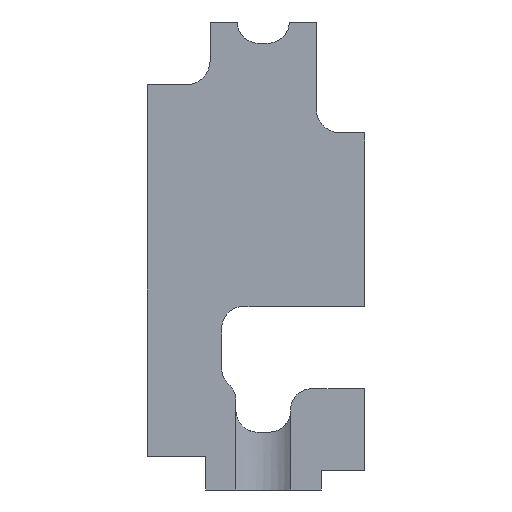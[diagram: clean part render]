
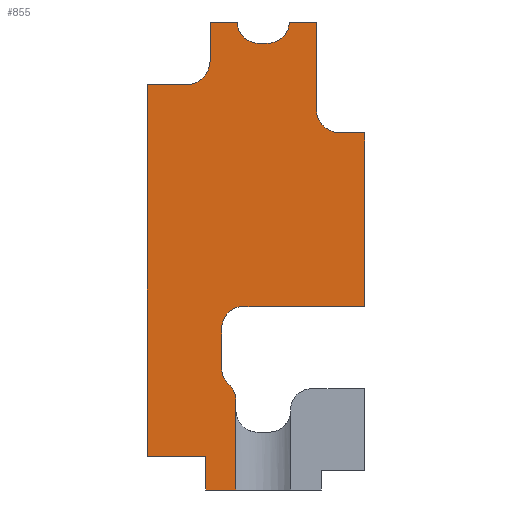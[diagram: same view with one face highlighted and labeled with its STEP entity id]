
A CAD part, front view. The second image highlights one B-rep face of the part: STEP entity #855.
In plain terms, the highlighted planar face has unit normal (0, -1, 0).
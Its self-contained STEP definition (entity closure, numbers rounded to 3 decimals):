
#31=PLANE('',#921);
#70=FACE_OUTER_BOUND('',#115,.T.);
#115=EDGE_LOOP('',(#681,#682,#683,#684,#685,#686,#687,#688,#689,#690,#691,
#692,#693,#694,#695,#696,#697,#698,#699,#700,#701,#702,#703));
#147=LINE('',#1231,#243);
#163=LINE('',#1271,#259);
#165=LINE('',#1275,#261);
#170=LINE('',#1287,#266);
#194=LINE('',#1369,#290);
#197=LINE('',#1379,#293);
#198=LINE('',#1381,#294);
#199=LINE('',#1385,#295);
#200=LINE('',#1386,#296);
#201=LINE('',#1388,#297);
#202=LINE('',#1390,#298);
#203=LINE('',#1394,#299);
#204=LINE('',#1396,#300);
#205=LINE('',#1397,#301);
#206=LINE('',#1399,#302);
#207=LINE('',#1400,#303);
#243=VECTOR('',#982,10.);
#259=VECTOR('',#1018,10.);
#261=VECTOR('',#1022,10.);
#266=VECTOR('',#1031,10.);
#290=VECTOR('',#1087,10.);
#293=VECTOR('',#1098,10.);
#294=VECTOR('',#1099,10.);
#295=VECTOR('',#1102,10.);
#296=VECTOR('',#1103,10.);
#297=VECTOR('',#1104,10.);
#298=VECTOR('',#1105,10.);
#299=VECTOR('',#1108,10.);
#300=VECTOR('',#1109,10.);
#301=VECTOR('',#1110,10.);
#302=VECTOR('',#1111,10.);
#303=VECTOR('',#1112,10.);
#331=CIRCLE('',#882,2.2);
#338=CIRCLE('',#895,2.2);
#339=CIRCLE('',#897,2.2);
#346=CIRCLE('',#916,2.2);
#348=CIRCLE('',#920,2.2);
#349=CIRCLE('',#922,2.5);
#350=CIRCLE('',#923,2.5);
#360=VERTEX_POINT('',#1202);
#361=VERTEX_POINT('',#1204);
#372=VERTEX_POINT('',#1230);
#384=VERTEX_POINT('',#1261);
#385=VERTEX_POINT('',#1265);
#386=VERTEX_POINT('',#1266);
#387=VERTEX_POINT('',#1273);
#391=VERTEX_POINT('',#1284);
#392=VERTEX_POINT('',#1286);
#411=VERTEX_POINT('',#1360);
#412=VERTEX_POINT('',#1362);
#414=VERTEX_POINT('',#1368);
#416=VERTEX_POINT('',#1374);
#417=VERTEX_POINT('',#1378);
#418=VERTEX_POINT('',#1380);
#419=VERTEX_POINT('',#1382);
#420=VERTEX_POINT('',#1384);
#421=VERTEX_POINT('',#1387);
#422=VERTEX_POINT('',#1389);
#423=VERTEX_POINT('',#1391);
#424=VERTEX_POINT('',#1393);
#425=VERTEX_POINT('',#1395);
#426=VERTEX_POINT('',#1398);
#443=EDGE_CURVE('',#360,#361,#331,.T.);
#456=EDGE_CURVE('',#372,#361,#147,.T.);
#472=EDGE_CURVE('',#384,#360,#338,.T.);
#473=EDGE_CURVE('',#385,#386,#339,.T.);
#476=EDGE_CURVE('',#384,#386,#163,.T.);
#478=EDGE_CURVE('',#385,#387,#165,.T.);
#483=EDGE_CURVE('',#392,#391,#170,.T.);
#513=EDGE_CURVE('',#412,#411,#346,.T.);
#516=EDGE_CURVE('',#414,#412,#194,.T.);
#519=EDGE_CURVE('',#416,#414,#348,.T.);
#521=EDGE_CURVE('',#387,#417,#197,.T.);
#522=EDGE_CURVE('',#417,#418,#198,.T.);
#523=EDGE_CURVE('',#419,#418,#349,.T.);
#524=EDGE_CURVE('',#419,#420,#199,.T.);
#525=EDGE_CURVE('',#420,#416,#200,.T.);
#526=EDGE_CURVE('',#411,#421,#201,.T.);
#527=EDGE_CURVE('',#421,#422,#202,.T.);
#528=EDGE_CURVE('',#423,#422,#350,.T.);
#529=EDGE_CURVE('',#423,#424,#203,.T.);
#530=EDGE_CURVE('',#425,#424,#204,.T.);
#531=EDGE_CURVE('',#425,#392,#205,.T.);
#532=EDGE_CURVE('',#391,#426,#206,.T.);
#533=EDGE_CURVE('',#426,#372,#207,.T.);
#681=ORIENTED_EDGE('',*,*,#443,.F.);
#682=ORIENTED_EDGE('',*,*,#472,.F.);
#683=ORIENTED_EDGE('',*,*,#476,.T.);
#684=ORIENTED_EDGE('',*,*,#473,.F.);
#685=ORIENTED_EDGE('',*,*,#478,.T.);
#686=ORIENTED_EDGE('',*,*,#521,.T.);
#687=ORIENTED_EDGE('',*,*,#522,.T.);
#688=ORIENTED_EDGE('',*,*,#523,.F.);
#689=ORIENTED_EDGE('',*,*,#524,.T.);
#690=ORIENTED_EDGE('',*,*,#525,.T.);
#691=ORIENTED_EDGE('',*,*,#519,.T.);
#692=ORIENTED_EDGE('',*,*,#516,.T.);
#693=ORIENTED_EDGE('',*,*,#513,.T.);
#694=ORIENTED_EDGE('',*,*,#526,.T.);
#695=ORIENTED_EDGE('',*,*,#527,.T.);
#696=ORIENTED_EDGE('',*,*,#528,.F.);
#697=ORIENTED_EDGE('',*,*,#529,.T.);
#698=ORIENTED_EDGE('',*,*,#530,.F.);
#699=ORIENTED_EDGE('',*,*,#531,.T.);
#700=ORIENTED_EDGE('',*,*,#483,.T.);
#701=ORIENTED_EDGE('',*,*,#532,.T.);
#702=ORIENTED_EDGE('',*,*,#533,.T.);
#703=ORIENTED_EDGE('',*,*,#456,.T.);
#855=ADVANCED_FACE('',(#70),#31,.T.);
#882=AXIS2_PLACEMENT_3D('',#1205,#960,#961);
#895=AXIS2_PLACEMENT_3D('',#1263,#1008,#1009);
#897=AXIS2_PLACEMENT_3D('',#1267,#1012,#1013);
#916=AXIS2_PLACEMENT_3D('',#1363,#1081,#1082);
#920=AXIS2_PLACEMENT_3D('',#1375,#1093,#1094);
#921=AXIS2_PLACEMENT_3D('',#1377,#1096,#1097);
#922=AXIS2_PLACEMENT_3D('',#1383,#1100,#1101);
#923=AXIS2_PLACEMENT_3D('',#1392,#1106,#1107);
#960=DIRECTION('center_axis',(0.,1.,0.));
#961=DIRECTION('ref_axis',(0.913,0.,0.409));
#982=DIRECTION('',(0.,0.,1.));
#1008=DIRECTION('center_axis',(0.,-1.,0.));
#1009=DIRECTION('ref_axis',(-0.331,0.,-0.944));
#1012=DIRECTION('center_axis',(0.,-1.,0.));
#1013=DIRECTION('ref_axis',(-0.707,0.,0.707));
#1018=DIRECTION('',(0.,0.,1.));
#1022=DIRECTION('',(1.,0.,0.));
#1031=DIRECTION('',(0.,0.,-1.));
#1081=DIRECTION('center_axis',(0.,1.,0.));
#1082=DIRECTION('ref_axis',(0.,0.,-1.));
#1087=DIRECTION('',(-1.,0.,0.));
#1093=DIRECTION('center_axis',(0.,1.,0.));
#1094=DIRECTION('ref_axis',(1.,0.,0.));
#1096=DIRECTION('center_axis',(0.,-1.,0.));
#1097=DIRECTION('ref_axis',(1.,0.,0.));
#1098=DIRECTION('',(0.,0.,1.));
#1099=DIRECTION('',(-1.,0.,0.));
#1100=DIRECTION('center_axis',(0.,-1.,0.));
#1101=DIRECTION('ref_axis',(-0.707,0.,-0.707));
#1102=DIRECTION('',(0.,0.,1.));
#1103=DIRECTION('',(-1.,0.,0.));
#1104=DIRECTION('',(-1.,0.,0.));
#1105=DIRECTION('',(0.,0.,-1.));
#1106=DIRECTION('center_axis',(0.,-1.,0.));
#1107=DIRECTION('ref_axis',(0.707,0.,-0.707));
#1108=DIRECTION('',(-1.,0.,0.));
#1109=DIRECTION('',(0.,0.,1.));
#1110=DIRECTION('',(1.,0.,0.));
#1111=DIRECTION('',(1.,0.,0.));
#1112=DIRECTION('',(0.,0.,1.));
#1202=CARTESIAN_POINT('',(-3.564,3.5,10.934));
#1204=CARTESIAN_POINT('',(-2.828,3.5,9.292));
#1205=CARTESIAN_POINT('Origin',(-5.028,3.5,9.292));
#1230=CARTESIAN_POINT('',(-2.828,3.5,8.));
#1231=CARTESIAN_POINT('',(-2.828,3.5,0.));
#1261=CARTESIAN_POINT('',(-4.3,3.5,12.576));
#1263=CARTESIAN_POINT('Origin',(-2.1,3.5,12.576));
#1265=CARTESIAN_POINT('',(-2.1,3.5,19.));
#1266=CARTESIAN_POINT('',(-4.3,3.5,16.8));
#1267=CARTESIAN_POINT('Origin',(-2.1,3.5,16.8));
#1271=CARTESIAN_POINT('',(-4.3,3.5,7.4));
#1273=CARTESIAN_POINT('',(10.5,3.5,19.));
#1275=CARTESIAN_POINT('',(-3.379,3.5,19.));
#1284=CARTESIAN_POINT('',(-5.972,3.5,0.));
#1286=CARTESIAN_POINT('',(-5.972,3.5,3.5));
#1287=CARTESIAN_POINT('',(-5.972,3.5,3.5));
#1360=CARTESIAN_POINT('',(-2.7,3.5,48.5));
#1362=CARTESIAN_POINT('',(-0.5,3.5,46.3));
#1363=CARTESIAN_POINT('Origin',(-0.5,3.5,48.5));
#1368=CARTESIAN_POINT('',(0.5,3.5,46.3));
#1369=CARTESIAN_POINT('',(-8.379,3.5,46.3));
#1374=CARTESIAN_POINT('',(2.7,3.5,48.5));
#1375=CARTESIAN_POINT('Origin',(0.5,3.5,48.5));
#1377=CARTESIAN_POINT('Origin',(-17.259,3.5,0.));
#1378=CARTESIAN_POINT('',(10.5,3.5,37.));
#1379=CARTESIAN_POINT('',(10.5,3.5,0.));
#1380=CARTESIAN_POINT('',(8.,3.5,37.));
#1381=CARTESIAN_POINT('',(-5.879,3.5,37.));
#1382=CARTESIAN_POINT('',(5.5,3.5,39.5));
#1383=CARTESIAN_POINT('Origin',(8.,3.5,39.5));
#1384=CARTESIAN_POINT('',(5.5,3.5,48.5));
#1385=CARTESIAN_POINT('',(5.5,3.5,30.527));
#1386=CARTESIAN_POINT('',(-8.629,3.5,48.5));
#1387=CARTESIAN_POINT('',(-5.5,3.5,48.5));
#1388=CARTESIAN_POINT('',(-8.629,3.5,48.5));
#1389=CARTESIAN_POINT('',(-5.5,3.5,44.5));
#1390=CARTESIAN_POINT('',(-5.5,3.5,18.5));
#1391=CARTESIAN_POINT('',(-8.,3.5,42.));
#1392=CARTESIAN_POINT('Origin',(-8.,3.5,44.5));
#1393=CARTESIAN_POINT('',(-12.,3.5,42.));
#1394=CARTESIAN_POINT('',(-16.879,3.5,42.));
#1395=CARTESIAN_POINT('',(-12.,3.5,3.5));
#1396=CARTESIAN_POINT('',(-12.,3.5,3.5));
#1397=CARTESIAN_POINT('',(-11.754,3.5,3.5));
#1398=CARTESIAN_POINT('',(-2.828,3.5,0.));
#1399=CARTESIAN_POINT('',(-8.629,3.5,0.));
#1400=CARTESIAN_POINT('',(-2.828,3.5,0.));
